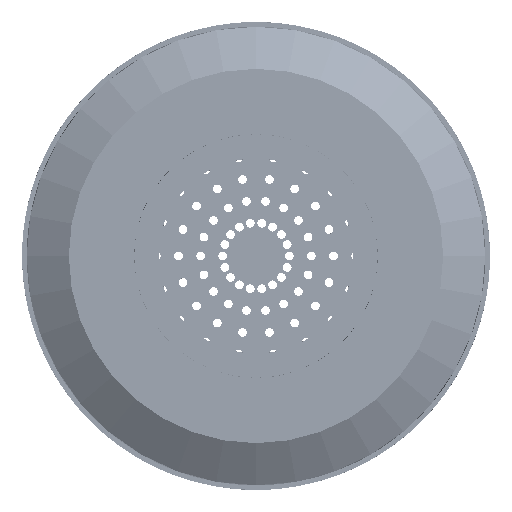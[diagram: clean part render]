
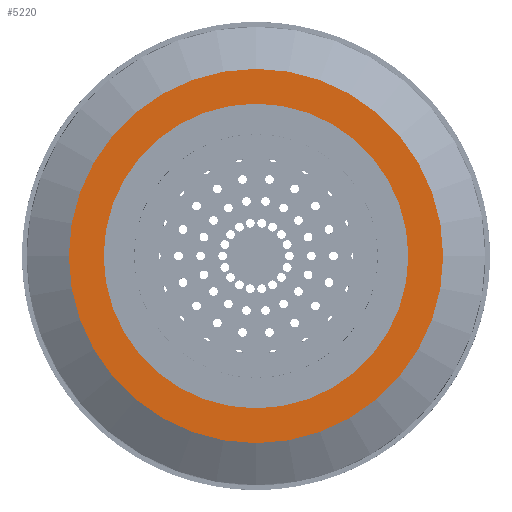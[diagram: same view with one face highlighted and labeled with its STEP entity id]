
A CAD part, left-side view. The second image highlights one B-rep face of the part: STEP entity #5220.
In plain terms, the highlighted planar face has unit normal (-1, 0, 0).
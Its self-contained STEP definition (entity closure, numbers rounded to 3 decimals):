
#5220=ADVANCED_FACE('',(#12164,#12165),#12166,.T.);
#12164=FACE_BOUND('',#20913,.T.);
#12165=FACE_OUTER_BOUND('',#20914,.T.);
#12166=PLANE('',#20915);
#20913=EDGE_LOOP('',(#37318,#37319));
#20914=EDGE_LOOP('',(#37320,#37321));
#20915=AXIS2_PLACEMENT_3D('',#37322,#37323,#37324);
#37318=ORIENTED_EDGE('',*,*,#59558,.F.);
#37319=ORIENTED_EDGE('',*,*,#59553,.F.);
#37320=ORIENTED_EDGE('',*,*,#59480,.T.);
#37321=ORIENTED_EDGE('',*,*,#59739,.T.);
#37322=CARTESIAN_POINT('',(-72.924,0.0,43.531));
#37323=DIRECTION('',(-1.0,0.0,0.0));
#37324=DIRECTION('',(0.0,-0.0,1.0));
#59480=EDGE_CURVE('',#74184,#74188,#74190,.T.);
#59553=EDGE_CURVE('',#74329,#74325,#74331,.T.);
#59558=EDGE_CURVE('',#74325,#74329,#74336,.T.);
#59739=EDGE_CURVE('',#74188,#74184,#74571,.T.);
#74184=VERTEX_POINT('',#102245);
#74188=VERTEX_POINT('',#102250);
#74190=CIRCLE('',#102253,48.0);
#74325=VERTEX_POINT('',#102422);
#74329=VERTEX_POINT('',#102427);
#74331=CIRCLE('',#102430,39.063);
#74336=CIRCLE('',#102435,39.063);
#74571=CIRCLE('',#102754,48.0);
#102245=CARTESIAN_POINT('',(-72.924,0.0,48.0));
#102250=CARTESIAN_POINT('',(-72.924,0.,-48.0));
#102253=AXIS2_PLACEMENT_3D('',#121881,#121882,#121883);
#102422=CARTESIAN_POINT('',(-72.924,0.0,39.063));
#102427=CARTESIAN_POINT('',(-72.924,0.,-39.063));
#102430=AXIS2_PLACEMENT_3D('',#122016,#122017,#122018);
#102435=AXIS2_PLACEMENT_3D('',#122025,#122026,#122027);
#102754=AXIS2_PLACEMENT_3D('',#122214,#122215,#122216);
#121881=CARTESIAN_POINT('',(-72.924,0.0,0.0));
#121882=DIRECTION('',(-1.0,0.0,0.0));
#121883=DIRECTION('',(0.0,-0.0,1.0));
#122016=CARTESIAN_POINT('',(-72.924,0.0,0.0));
#122017=DIRECTION('',(-1.0,0.0,0.0));
#122018=DIRECTION('',(0.0,-0.0,1.0));
#122025=CARTESIAN_POINT('',(-72.924,0.0,0.0));
#122026=DIRECTION('',(-1.0,0.0,0.0));
#122027=DIRECTION('',(0.0,-0.0,1.0));
#122214=CARTESIAN_POINT('',(-72.924,0.0,0.0));
#122215=DIRECTION('',(-1.0,0.0,0.0));
#122216=DIRECTION('',(0.0,-0.0,1.0));
